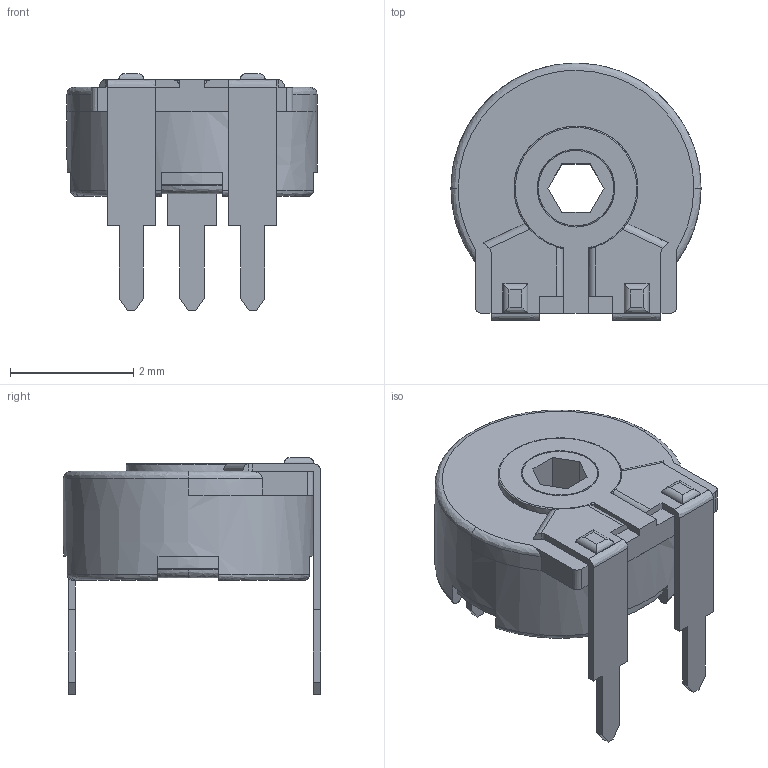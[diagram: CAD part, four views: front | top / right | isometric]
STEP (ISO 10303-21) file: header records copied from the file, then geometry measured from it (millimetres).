
FILE_DESCRIPTION(('STEP AP214'),'1');
FILE_NAME('tmp0.step','2017-01-10T16:22:56',(' '),(' '),'Spatial InterOp 3D',' ',' ');
FILE_SCHEMA(('automotive_design'));
Length unit declared in the file: millimetre
Products named in the file (1): NONE
Bounding box: 4.06 x 4.17 x 3.84 mm (x, y, z)
Volume: 21.5 mm3; surface area: 83.9 mm2
Topology: 1 solids, 1 shells, 164 faces, 437 edges, 283 vertices
Faces by surface type: plane 98, bspline 60, cylinder 6
Entity records: 7842 total; most frequent: CARTESIAN_POINT 2582, ORIENTED_EDGE 874, DIRECTION 730, EDGE_CURVE 437, LINE 284, VECTOR 284, VERTEX_POINT 283, AXIS2_PLACEMENT_3D 223
